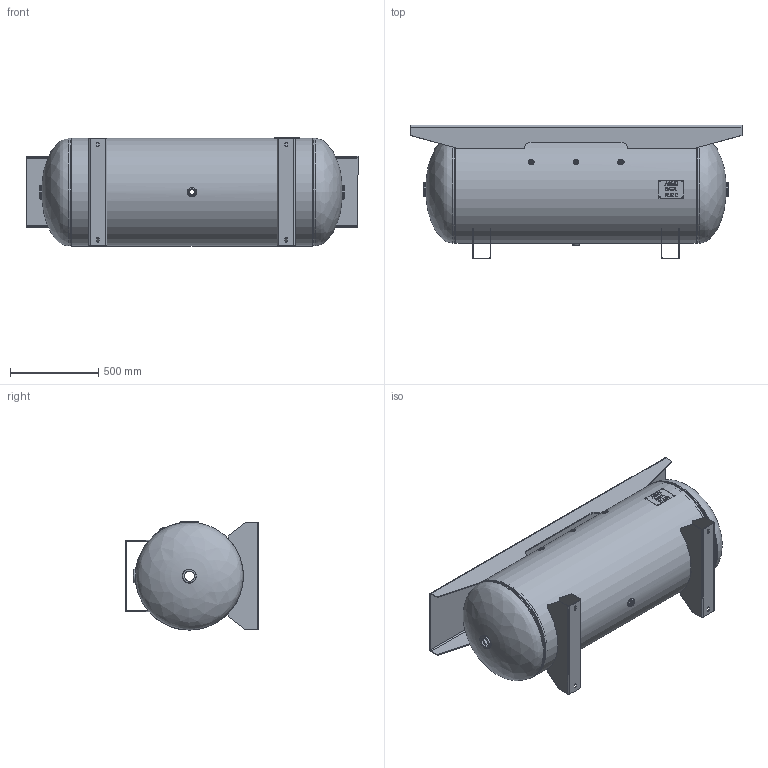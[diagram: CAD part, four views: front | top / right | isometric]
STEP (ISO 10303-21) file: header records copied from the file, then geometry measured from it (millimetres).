
FILE_DESCRIPTION(/* description */ ('24 X 67 200# HORZ ASME 120 GAL W/EXTENDED TPLT'),/* implementation_level */ '2;1');
FILE_NAME(/* name */ 'SPVG_A10139.stp',/* time_stamp */ '2018-11-06T15:31:43-06:00',/* author */ ('kim.thoune'),/* organization */ (''),/* preprocessor_version */ 'ST-DEVELOPER v16.5',/* originating_system */ 'Autodesk Inventor 2017',/* authorisation */ '');
FILE_SCHEMA (('AUTOMOTIVE_DESIGN { 1 0 10303 214 3 1 1 }'));
Length unit declared in the file: inch
Products named in the file (16): A10139; A10139-1; A10139-2; H24149J; A10139-3; H24149J_1; F102000; F100250; F100750; S100138; 60-140; 64-053; S109146; F102001; F100375; F100500
Assembly tree (19 placements, depth 3):
  A10139
    A10139-1
    A10139-2
      H24149J
    A10139-3
      H24149J_1
    F102000  x2
    F100250
    F102001  x3
    F100750
    S100138
    60-140
      64-053
    S109146  x2
    F100375
    F100500
Bounding box: 1879.6 x 757.24 x 613.46 mm (x, y, z)
Volume: 23596765 mm3; surface area: 10235937.5 mm2
Topology: 16 solids, 16 shells, 409 faces, 1004 edges, 652 vertices
Faces by surface type: plane 230, cylinder 77, torus 42, bspline 41, cone 19
Full cylindrical faces by diameter (mm): 6.35 x4, 11.455 x1, 14.961 x1, 18.644 x1, 25.387 x1, 26.987 x2, 31.75 x1, 33.337 x1, 36.512 x1, 36.909 x1, 52.387 x1, 56.667 x5, 66.675 x3, 68.263 x5, 76.2 x3, 79.383 x2, 88.9 x3, 595.173 x2, 602.031 x2, 602.742 x3, 609.6 x2, 612.242 x1
Entity records: 11514 total; most frequent: CARTESIAN_POINT 3303, ORIENTED_EDGE 1524, DIRECTION 1506, EDGE_CURVE 762, VERTEX_POINT 544, LINE 528, VECTOR 528, EDGE_LOOP 494
